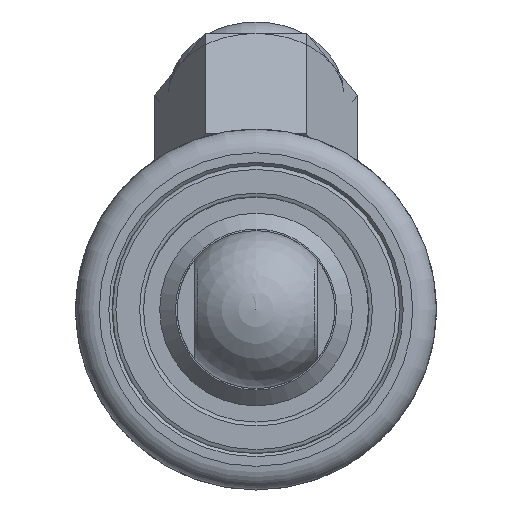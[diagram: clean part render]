
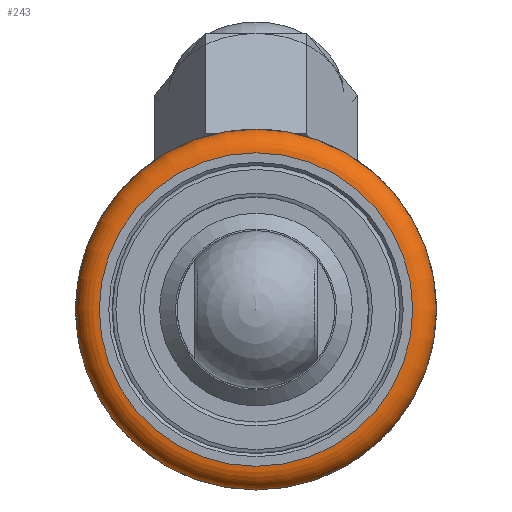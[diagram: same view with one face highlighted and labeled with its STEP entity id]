
A CAD part, left-side view. The second image highlights one B-rep face of the part: STEP entity #243.
In plain terms, the highlighted toroidal (fillet/blend) face has major radius 9.93 mm and minor radius 1.5 mm.
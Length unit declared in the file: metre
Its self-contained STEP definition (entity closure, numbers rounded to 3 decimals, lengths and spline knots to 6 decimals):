
#243 = ADVANCED_FACE( '', ( #450, #451 ), #452, .T. );
#450 = FACE_OUTER_BOUND( '', #686, .T. );
#451 = FACE_OUTER_BOUND( '', #687, .T. );
#452 = TOROIDAL_SURFACE( '', #688, 0.00993, 0.0015 );
#686 = EDGE_LOOP( '', ( #982 ) );
#687 = EDGE_LOOP( '', ( #983 ) );
#688 = AXIS2_PLACEMENT_3D( '', #984, #985, #986 );
#982 = ORIENTED_EDGE( '', *, *, #1380, .F. );
#983 = ORIENTED_EDGE( '', *, *, #1381, .F. );
#984 = CARTESIAN_POINT( '', ( 0.0005, 0., 0. ) );
#985 = DIRECTION( '', ( 1., 0., 0. ) );
#986 = DIRECTION( '', ( 0., 0., -1. ) );
#1380 = EDGE_CURVE( '', #1590, #1590, #1591, .F. );
#1381 = EDGE_CURVE( '', #1592, #1592, #1593, .T. );
#1590 = VERTEX_POINT( '', #1897 );
#1591 = CIRCLE( '', #1898, 0.01143 );
#1592 = VERTEX_POINT( '', #1899 );
#1593 = CIRCLE( '', #1900, 0.00993 );
#1897 = CARTESIAN_POINT( '', ( 0.0005, 0., -0.01143 ) );
#1898 = AXIS2_PLACEMENT_3D( '', #2229, #2230, #2231 );
#1899 = CARTESIAN_POINT( '', ( 0.002, 0., -0.00993 ) );
#1900 = AXIS2_PLACEMENT_3D( '', #2232, #2233, #2234 );
#2229 = CARTESIAN_POINT( '', ( 0.0005, 0., 0. ) );
#2230 = DIRECTION( '', ( 1., 0., 0. ) );
#2231 = DIRECTION( '', ( 0., 0., -1. ) );
#2232 = CARTESIAN_POINT( '', ( 0.002, 0., 0. ) );
#2233 = DIRECTION( '', ( 1., 0., 0. ) );
#2234 = DIRECTION( '', ( 0., 0., -1. ) );
